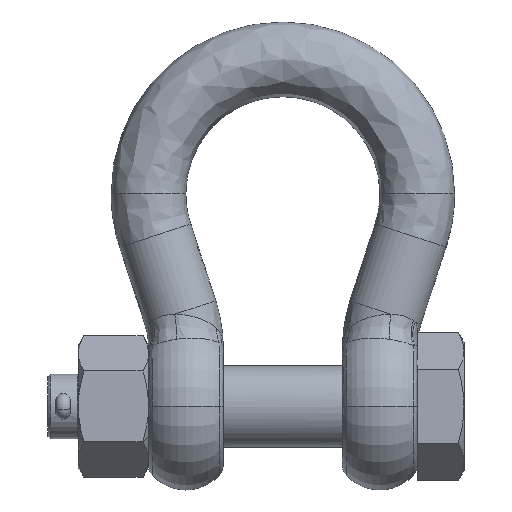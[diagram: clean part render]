
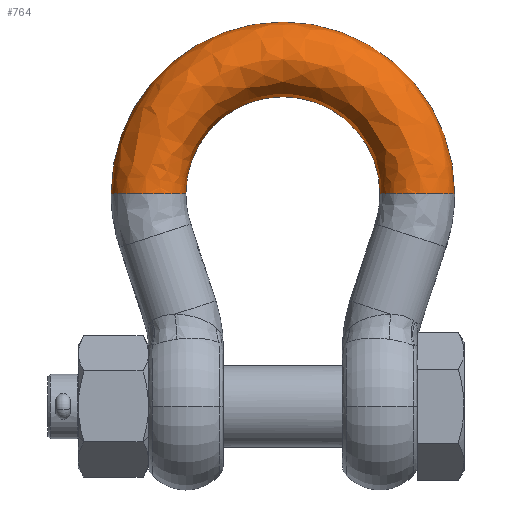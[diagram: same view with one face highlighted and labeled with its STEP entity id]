
A CAD part, top view. The second image highlights one B-rep face of the part: STEP entity #764.
In plain terms, the highlighted free-form (B-spline) face has degree [3, 3] with [4, 4] control points.
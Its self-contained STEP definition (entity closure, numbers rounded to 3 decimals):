
#764=ADVANCED_FACE('NONE',(#2272),#2273,.F.);
#2272=FACE_OUTER_BOUND('',#13844,.T.);
#2273=(B_SPLINE_SURFACE(3,3,((#13846,#13847,#13848,#13849),(#13850,#13851,#13852,#13853),(#13854,#13855,#13856,#13857),(#13858,#13859,#13860,#13861)),.UNSPECIFIED.,.F.,.F.,.F.)B_SPLINE_SURFACE_WITH_KNOTS((4,4),(4,4),(0.0,1.0),(0.0,1.0),.UNSPECIFIED.)RATIONAL_B_SPLINE_SURFACE(((1.0,0.333,0.333,1.0),(0.333,0.111,0.111,0.333),(0.333,0.111,0.111,0.333),(1.0,0.333,0.333,1.0)))BOUNDED_SURFACE()REPRESENTATION_ITEM('')GEOMETRIC_REPRESENTATION_ITEM()SURFACE());
#13844=EDGE_LOOP('',(#19897,#19898,#19899,#19900));
#13846=CARTESIAN_POINT('',(-41.505,91.0,0.));
#13847=CARTESIAN_POINT('',(-41.505,174.01,0.));
#13848=CARTESIAN_POINT('',(41.505,174.01,0.));
#13849=CARTESIAN_POINT('',(41.505,91.0,0.));
#13850=CARTESIAN_POINT('',(-41.505,91.0,31.99));
#13851=CARTESIAN_POINT('',(-41.505,174.01,31.99));
#13852=CARTESIAN_POINT('',(41.505,174.01,31.99));
#13853=CARTESIAN_POINT('',(41.505,91.0,31.99));
#13854=CARTESIAN_POINT('',(-73.495,91.0,31.99));
#13855=CARTESIAN_POINT('',(-73.495,237.99,31.99));
#13856=CARTESIAN_POINT('',(73.495,237.99,31.99));
#13857=CARTESIAN_POINT('',(73.495,91.0,31.99));
#13858=CARTESIAN_POINT('',(-73.495,91.0,0.));
#13859=CARTESIAN_POINT('',(-73.495,237.99,0.));
#13860=CARTESIAN_POINT('',(73.495,237.99,0.));
#13861=CARTESIAN_POINT('',(73.495,91.0,0.));
#19897=ORIENTED_EDGE('',*,*,#22861,.F.);
#19898=ORIENTED_EDGE('',*,*,#22919,.F.);
#19899=ORIENTED_EDGE('',*,*,#22920,.T.);
#19900=ORIENTED_EDGE('',*,*,#22917,.F.);
#22861=EDGE_CURVE('NONE',#26409,#26408,#26411,.T.);
#22917=EDGE_CURVE('NONE',#26408,#26501,#26502,.T.);
#22919=EDGE_CURVE('NONE',#26503,#26409,#26505,.T.);
#22920=EDGE_CURVE('NONE',#26503,#26501,#26506,.T.);
#26408=VERTEX_POINT('NONE',#40306);
#26409=VERTEX_POINT('NONE',#40307);
#26411=B_SPLINE_CURVE_WITH_KNOTS('',3,(#40355,#40356,#40357,#40358,#40359,#40360,#40361,#40362,#40363,#40364,#40365,#40366,#40367,#40368,#40369,#40370,#40371,#40372,#40373,#40374,#40375,#40376,#40377,#40378,#40379,#40380,#40381,#40382,#40383,#40384,#40385,#40386,#40387,#40388,#40389,#40390,#40391,#40392,#40393,#40394,#40395,#40396,#40397,#40398,#40399,#40400,#40401),.UNSPECIFIED.,.F.,.F.,(4,2,2,2,2,2,2,2,2,1,2,2,2,2,2,2,2,2,2,2,2,2,2,4),(0.,0.003,0.005,0.006,0.009,0.011,0.012,0.016,0.017,0.019,0.02,0.022,0.025,0.027,0.028,0.031,0.033,0.034,0.037,0.041,0.042,0.044,0.047,0.05),.UNSPECIFIED.);
#26501=VERTEX_POINT('NONE',#40696);
#26502=CIRCLE('',#40697,73.495);
#26503=VERTEX_POINT('NONE',#40698);
#26505=CIRCLE('',#40746,41.505);
#26506=B_SPLINE_CURVE_WITH_KNOTS('',3,(#40747,#40748,#40749,#40750,#40751,#40752,#40753,#40754,#40755,#40756,#40757,#40758,#40759,#40760,#40761,#40762,#40763,#40764,#40765,#40766,#40767,#40768,#40769,#40770,#40771,#40772,#40773,#40774,#40775,#40776,#40777,#40778,#40779,#40780,#40781,#40782,#40783,#40784,#40785,#40786,#40787,#40788,#40789,#40790,#40791,#40792,#40793),.UNSPECIFIED.,.F.,.F.,(4,2,2,2,2,2,2,2,2,1,2,2,2,2,2,2,2,2,2,2,2,2,2,4),(0.0,0.003,0.005,0.006,0.009,0.011,0.012,0.016,0.017,0.019,0.02,0.022,0.025,0.027,0.028,0.031,0.033,0.034,0.037,0.041,0.042,0.044,0.047,0.05),.UNSPECIFIED.);
#40306=CARTESIAN_POINT('',(-73.495,91.0,0.));
#40307=CARTESIAN_POINT('',(-41.505,91.0,0.));
#40355=CARTESIAN_POINT('',(-41.505,91.0,0.));
#40356=CARTESIAN_POINT('',(-41.505,91.0,1.057));
#40357=CARTESIAN_POINT('',(-41.609,91.0,2.096));
#40358=CARTESIAN_POINT('',(-41.913,91.,3.629));
#40359=CARTESIAN_POINT('',(-42.04,91.0,4.135));
#40360=CARTESIAN_POINT('',(-42.344,91.0,5.14));
#40361=CARTESIAN_POINT('',(-42.523,91.0,5.64));
#40362=CARTESIAN_POINT('',(-43.125,91.,7.092));
#40363=CARTESIAN_POINT('',(-43.616,91.0,8.011));
#40364=CARTESIAN_POINT('',(-44.487,91.0,9.315));
#40365=CARTESIAN_POINT('',(-44.8,91.0,9.738));
#40366=CARTESIAN_POINT('',(-45.469,91.0,10.554));
#40367=CARTESIAN_POINT('',(-45.821,91.0,10.941));
#40368=CARTESIAN_POINT('',(-46.928,91.0,12.048));
#40369=CARTESIAN_POINT('',(-47.733,91.0,12.71));
#40370=CARTESIAN_POINT('',(-49.044,91.0,13.587));
#40371=CARTESIAN_POINT('',(-49.498,91.,13.86));
#40372=CARTESIAN_POINT('',(-50.422,91.0,14.353));
#40373=CARTESIAN_POINT('',(-51.365,91.0,14.799));
#40374=CARTESIAN_POINT('',(-52.346,91.0,15.151));
#40375=CARTESIAN_POINT('',(-53.347,91.0,15.455));
#40376=CARTESIAN_POINT('',(-53.86,91.0,15.584));
#40377=CARTESIAN_POINT('',(-55.408,91.0,15.893));
#40378=CARTESIAN_POINT('',(-56.446,91.0,15.994));
#40379=CARTESIAN_POINT('',(-58.011,91.0,15.995));
#40380=CARTESIAN_POINT('',(-58.534,91.0,15.97));
#40381=CARTESIAN_POINT('',(-59.582,91.0,15.868));
#40382=CARTESIAN_POINT('',(-60.104,91.0,15.79));
#40383=CARTESIAN_POINT('',(-61.643,91.,15.484));
#40384=CARTESIAN_POINT('',(-62.64,91.0,15.183));
#40385=CARTESIAN_POINT('',(-64.092,91.0,14.583));
#40386=CARTESIAN_POINT('',(-64.572,91.0,14.356));
#40387=CARTESIAN_POINT('',(-65.498,91.0,13.861));
#40388=CARTESIAN_POINT('',(-65.947,91.0,13.593));
#40389=CARTESIAN_POINT('',(-67.247,91.0,12.725));
#40390=CARTESIAN_POINT('',(-68.055,91.0,12.064));
#40391=CARTESIAN_POINT('',(-69.549,91.0,10.573));
#40392=CARTESIAN_POINT('',(-70.212,91.0,9.763));
#40393=CARTESIAN_POINT('',(-71.082,91.0,8.465));
#40394=CARTESIAN_POINT('',(-71.351,91.0,8.017));
#40395=CARTESIAN_POINT('',(-71.846,91.0,7.092));
#40396=CARTESIAN_POINT('',(-72.073,91.0,6.613));
#40397=CARTESIAN_POINT('',(-72.676,91.0,5.16));
#40398=CARTESIAN_POINT('',(-72.979,91.,4.163));
#40399=CARTESIAN_POINT('',(-73.389,91.,2.114));
#40400=CARTESIAN_POINT('',(-73.495,91.0,1.057));
#40401=CARTESIAN_POINT('',(-73.495,91.0,0.));
#40696=CARTESIAN_POINT('',(73.495,91.0,0.));
#40697=AXIS2_PLACEMENT_3D('',#43403,#43404,#43405);
#40698=CARTESIAN_POINT('',(41.505,91.0,0.));
#40746=AXIS2_PLACEMENT_3D('',#43406,#43407,#43408);
#40747=CARTESIAN_POINT('',(41.505,91.0,0.));
#40748=CARTESIAN_POINT('',(41.505,91.0,1.057));
#40749=CARTESIAN_POINT('',(41.609,91.0,2.096));
#40750=CARTESIAN_POINT('',(41.913,91.0,3.629));
#40751=CARTESIAN_POINT('',(42.04,91.0,4.135));
#40752=CARTESIAN_POINT('',(42.344,91.,5.14));
#40753=CARTESIAN_POINT('',(42.523,91.0,5.64));
#40754=CARTESIAN_POINT('',(43.125,91.,7.092));
#40755=CARTESIAN_POINT('',(43.616,91.0,8.011));
#40756=CARTESIAN_POINT('',(44.487,91.0,9.315));
#40757=CARTESIAN_POINT('',(44.8,91.0,9.738));
#40758=CARTESIAN_POINT('',(45.469,91.0,10.554));
#40759=CARTESIAN_POINT('',(45.821,91.0,10.941));
#40760=CARTESIAN_POINT('',(46.928,91.0,12.048));
#40761=CARTESIAN_POINT('',(47.733,91.0,12.71));
#40762=CARTESIAN_POINT('',(49.044,91.0,13.587));
#40763=CARTESIAN_POINT('',(49.498,91.0,13.86));
#40764=CARTESIAN_POINT('',(50.422,91.0,14.353));
#40765=CARTESIAN_POINT('',(51.365,91.0,14.799));
#40766=CARTESIAN_POINT('',(52.346,91.0,15.151));
#40767=CARTESIAN_POINT('',(53.347,91.0,15.455));
#40768=CARTESIAN_POINT('',(53.86,91.0,15.584));
#40769=CARTESIAN_POINT('',(55.408,91.,15.893));
#40770=CARTESIAN_POINT('',(56.446,91.0,15.994));
#40771=CARTESIAN_POINT('',(58.011,91.0,15.995));
#40772=CARTESIAN_POINT('',(58.534,91.0,15.97));
#40773=CARTESIAN_POINT('',(59.582,91.0,15.868));
#40774=CARTESIAN_POINT('',(60.104,91.,15.79));
#40775=CARTESIAN_POINT('',(61.643,91.0,15.484));
#40776=CARTESIAN_POINT('',(62.64,91.0,15.183));
#40777=CARTESIAN_POINT('',(64.092,91.0,14.583));
#40778=CARTESIAN_POINT('',(64.572,91.0,14.356));
#40779=CARTESIAN_POINT('',(65.498,91.0,13.861));
#40780=CARTESIAN_POINT('',(65.947,91.0,13.593));
#40781=CARTESIAN_POINT('',(67.247,91.0,12.725));
#40782=CARTESIAN_POINT('',(68.055,91.0,12.064));
#40783=CARTESIAN_POINT('',(69.549,91.0,10.573));
#40784=CARTESIAN_POINT('',(70.212,91.0,9.763));
#40785=CARTESIAN_POINT('',(71.082,91.0,8.465));
#40786=CARTESIAN_POINT('',(71.351,91.0,8.017));
#40787=CARTESIAN_POINT('',(71.846,91.,7.092));
#40788=CARTESIAN_POINT('',(72.073,91.0,6.613));
#40789=CARTESIAN_POINT('',(72.676,91.0,5.16));
#40790=CARTESIAN_POINT('',(72.979,91.0,4.163));
#40791=CARTESIAN_POINT('',(73.389,91.0,2.114));
#40792=CARTESIAN_POINT('',(73.495,91.0,1.057));
#40793=CARTESIAN_POINT('',(73.495,91.0,0.));
#43403=CARTESIAN_POINT('',(0.0,91.0,0.));
#43404=DIRECTION('',(0.0,0.0,-1.0));
#43405=DIRECTION('',(-1.0,0.0,0.0));
#43406=CARTESIAN_POINT('',(0.0,91.0,0.));
#43407=DIRECTION('',(0.0,0.0,1.0));
#43408=DIRECTION('',(-1.0,0.0,0.0));
